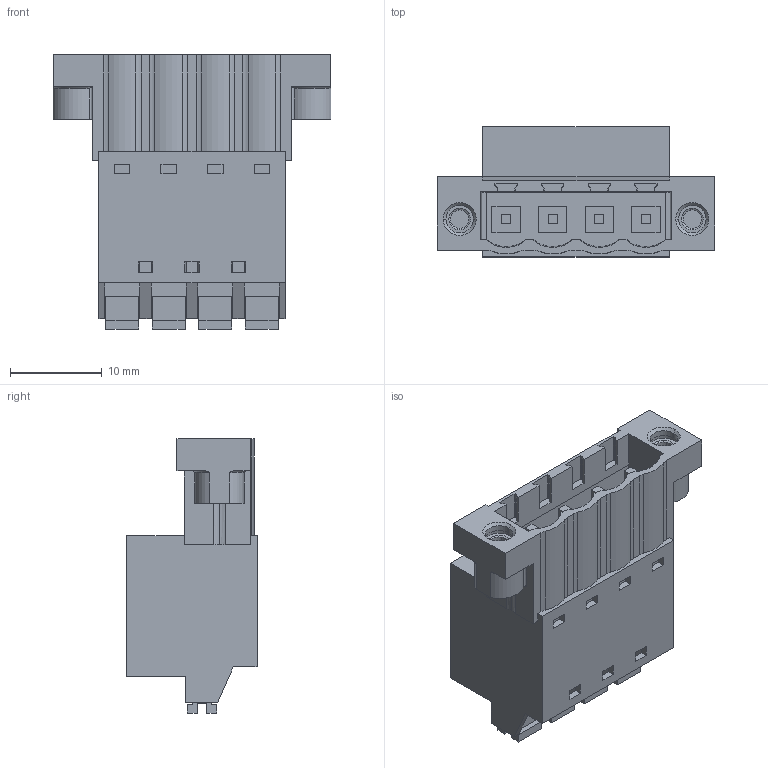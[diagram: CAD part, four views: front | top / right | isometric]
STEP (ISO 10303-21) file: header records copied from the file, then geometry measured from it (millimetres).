
FILE_DESCRIPTION(('CATIA V5 STEP Exchange','CAx-IF Rec.Pracs.--- Model Styling and Organization---1.4--- 2014-01-23'),'2;1');
FILE_NAME ('011731-2_1_1336190000_1336190000.stp','2021-09-07T05:47:04+00:00',('none'),('Weidmueller'),'CATIA Version 5-6 Release 2016 SP3 HF44','CATIA V5 STEP AP214','none');
FILE_SCHEMA(('AUTOMOTIVE_DESIGN { 1 0 10303 214 1 1 1 1 }'));
Length unit declared in the file: millimetre
Products named in the file (1): 1336190000
Bounding box: 30.32 x 14.2 x 29.93 mm (x, y, z)
Volume: 4851.3 mm3; surface area: 5047.6 mm2
Topology: 11 solids, 11 shells, 490 faces, 1283 edges, 838 vertices
Faces by surface type: plane 394, cylinder 72, cone 12, extrusion 8, torus 4
Entity records: 14563 total; most frequent: CARTESIAN_POINT 3081, ORIENTED_EDGE 2566, DIRECTION 1926, EDGE_CURVE 1283, VECTOR 1109, LINE 1101, VERTEX_POINT 838, EDGE_LOOP 541
